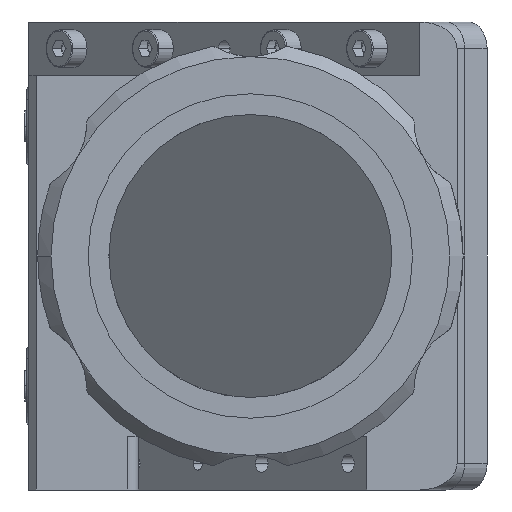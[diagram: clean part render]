
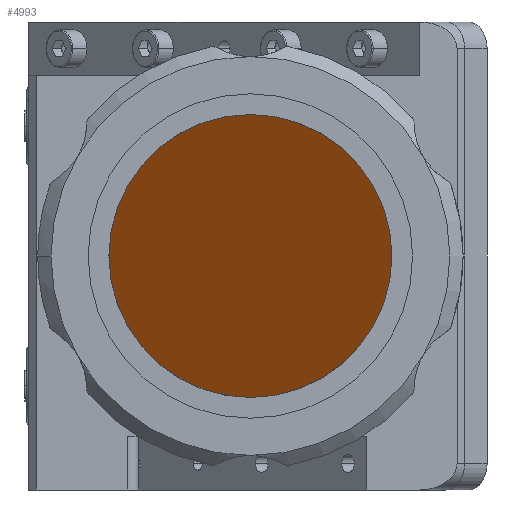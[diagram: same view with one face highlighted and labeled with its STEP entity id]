
A CAD part, front view. The second image highlights one B-rep face of the part: STEP entity #4993.
In plain terms, the highlighted planar face has unit normal (-0.707, -0.707, 0).
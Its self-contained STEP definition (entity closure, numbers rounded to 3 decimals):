
#138 = LINE ( 'NONE', #3135, #3352 ) ;
#308 = CARTESIAN_POINT ( 'NONE',  ( -29.698, 29.698, 32.6 ) ) ;
#1291 = EDGE_CURVE ( 'NONE', #10707, #5293, #3164, .T. ) ;
#1414 = PLANE ( 'NONE',  #3770 ) ;
#1673 = DIRECTION ( 'NONE',  ( 0., 0., 1. ) ) ;
#2144 = CARTESIAN_POINT ( 'NONE',  ( 29.698, -29.698, -32.6 ) ) ;
#2221 = LINE ( 'NONE', #11745, #5950 ) ;
#3135 = CARTESIAN_POINT ( 'NONE',  ( -29.698, 29.698, -32.6 ) ) ;
#3164 = LINE ( 'NONE', #6274, #5886 ) ;
#3229 = DIRECTION ( 'NONE',  ( 0.707, -0.707, 0. ) ) ;
#3309 = DIRECTION ( 'NONE',  ( 0., 0., -1. ) ) ;
#3352 = VECTOR ( 'NONE', #9605, 1000. ) ;
#3454 = VERTEX_POINT ( 'NONE', #11214 ) ;
#3770 = AXIS2_PLACEMENT_3D ( 'NONE', #7307, #4375, #3309 ) ;
#3852 = EDGE_LOOP ( 'NONE', ( #12296, #8288, #9328, #11540 ) ) ;
#4375 = DIRECTION ( 'NONE',  ( 0.707, 0.707, 0. ) ) ;
#4683 = EDGE_CURVE ( 'NONE', #5293, #3454, #138, .T. ) ;
#4688 = LINE ( 'NONE', #12385, #6171 ) ;
#4993 = ADVANCED_FACE ( 'NONE', ( #6191 ), #1414, .F. ) ;
#5067 = EDGE_CURVE ( 'NONE', #12318, #10707, #4688, .T. ) ;
#5293 = VERTEX_POINT ( 'NONE', #308 ) ;
#5361 = CARTESIAN_POINT ( 'NONE',  ( 29.698, -29.698, 32.6 ) ) ;
#5626 = EDGE_CURVE ( 'NONE', #3454, #12318, #2221, .T. ) ;
#5886 = VECTOR ( 'NONE', #10087, 1000. ) ;
#5950 = VECTOR ( 'NONE', #3229, 1000. ) ;
#6171 = VECTOR ( 'NONE', #1673, 1000. ) ;
#6191 = FACE_OUTER_BOUND ( 'NONE', #3852, .T. ) ;
#6274 = CARTESIAN_POINT ( 'NONE',  ( 29.698, -29.698, 32.6 ) ) ;
#7307 = CARTESIAN_POINT ( 'NONE',  ( 0., 0., 0. ) ) ;
#8288 = ORIENTED_EDGE ( 'NONE', *, *, #4683, .T. ) ;
#9328 = ORIENTED_EDGE ( 'NONE', *, *, #5626, .T. ) ;
#9605 = DIRECTION ( 'NONE',  ( 0., 0., -1. ) ) ;
#10087 = DIRECTION ( 'NONE',  ( -0.707, 0.707, 0. ) ) ;
#10707 = VERTEX_POINT ( 'NONE', #5361 ) ;
#11214 = CARTESIAN_POINT ( 'NONE',  ( -29.698, 29.698, -32.6 ) ) ;
#11540 = ORIENTED_EDGE ( 'NONE', *, *, #5067, .T. ) ;
#11745 = CARTESIAN_POINT ( 'NONE',  ( 29.698, -29.698, -32.6 ) ) ;
#12296 = ORIENTED_EDGE ( 'NONE', *, *, #1291, .T. ) ;
#12318 = VERTEX_POINT ( 'NONE', #2144 ) ;
#12385 = CARTESIAN_POINT ( 'NONE',  ( 29.698, -29.698, -32.6 ) ) ;
